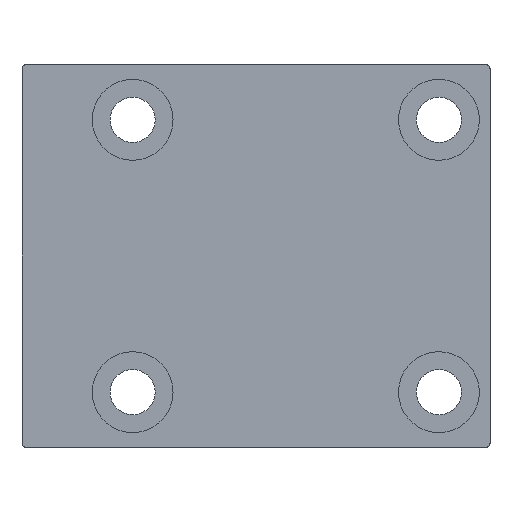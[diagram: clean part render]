
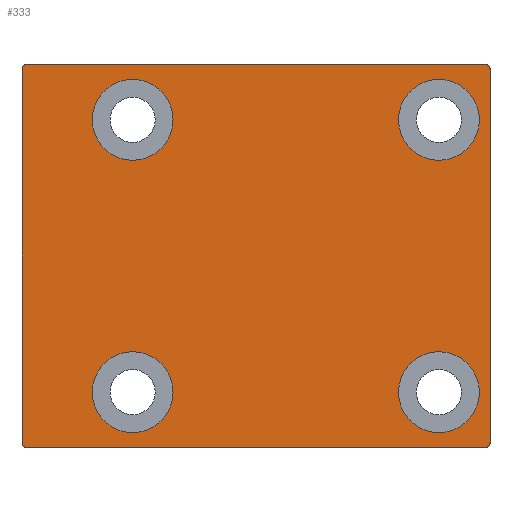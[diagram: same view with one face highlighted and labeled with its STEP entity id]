
A CAD part, front view. The second image highlights one B-rep face of the part: STEP entity #333.
In plain terms, the highlighted planar face has unit normal (0, -1, 0).
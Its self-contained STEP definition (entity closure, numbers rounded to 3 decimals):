
#214=CARTESIAN_POINT('',(0.5,-13.0,0.));
#215=DIRECTION('',(0.0,1.0,0.0));
#216=DIRECTION('',(0.0,0.0,1.0));
#217=AXIS2_PLACEMENT_3D('',#214,#215,#216);
#218=PLANE('',#217);
#219=CARTESIAN_POINT('',(28.,-13.0,-22.));
#220=VERTEX_POINT('',#219);
#221=CARTESIAN_POINT('',(27.5,-13.0,-22.5));
#222=VERTEX_POINT('',#221);
#223=CARTESIAN_POINT('',(27.5,-13.0,-22.));
#224=DIRECTION('',(0.0,1.0,0.0));
#225=DIRECTION('',(1.0,0.0,0.0));
#226=AXIS2_PLACEMENT_3D('',#223,#224,#225);
#227=CIRCLE('',#226,0.5);
#228=EDGE_CURVE('',#220,#222,#227,.T.);
#229=ORIENTED_EDGE('',*,*,#228,.F.);
#230=CARTESIAN_POINT('',(28.,-13.0,22.));
#231=VERTEX_POINT('',#230);
#232=CARTESIAN_POINT('',(28.,-13.0,22.));
#233=DIRECTION('',(0.0,0.0,-1.0));
#234=VECTOR('',#233,44.);
#235=LINE('',#232,#234);
#236=EDGE_CURVE('',#231,#220,#235,.T.);
#237=ORIENTED_EDGE('',*,*,#236,.F.);
#238=CARTESIAN_POINT('',(27.5,-13.0,22.5));
#239=VERTEX_POINT('',#238);
#240=CARTESIAN_POINT('',(27.5,-13.0,22.));
#241=DIRECTION('',(0.0,1.0,0.0));
#242=DIRECTION('',(0.0,0.0,1.0));
#243=AXIS2_PLACEMENT_3D('',#240,#241,#242);
#244=CIRCLE('',#243,0.5);
#245=EDGE_CURVE('',#239,#231,#244,.T.);
#246=ORIENTED_EDGE('',*,*,#245,.F.);
#247=CARTESIAN_POINT('',(-26.5,-13.0,22.5));
#248=VERTEX_POINT('',#247);
#249=CARTESIAN_POINT('',(-26.5,-13.0,22.5));
#250=DIRECTION('',(1.0,0.0,0.0));
#251=VECTOR('',#250,54.0);
#252=LINE('',#249,#251);
#253=EDGE_CURVE('',#248,#239,#252,.T.);
#254=ORIENTED_EDGE('',*,*,#253,.F.);
#255=CARTESIAN_POINT('',(-27.0,-13.0,22.));
#256=VERTEX_POINT('',#255);
#257=CARTESIAN_POINT('',(-26.5,-13.0,22.));
#258=DIRECTION('',(0.0,1.0,0.0));
#259=DIRECTION('',(-1.0,0.0,0.0));
#260=AXIS2_PLACEMENT_3D('',#257,#258,#259);
#261=CIRCLE('',#260,0.5);
#262=EDGE_CURVE('',#256,#248,#261,.T.);
#263=ORIENTED_EDGE('',*,*,#262,.F.);
#264=CARTESIAN_POINT('',(-27.0,-13.0,-22.));
#265=VERTEX_POINT('',#264);
#266=CARTESIAN_POINT('',(-27.0,-13.0,-22.));
#267=DIRECTION('',(0.0,0.0,1.0));
#268=VECTOR('',#267,44.);
#269=LINE('',#266,#268);
#270=EDGE_CURVE('',#265,#256,#269,.T.);
#271=ORIENTED_EDGE('',*,*,#270,.F.);
#272=CARTESIAN_POINT('',(-26.5,-13.0,-22.5));
#273=VERTEX_POINT('',#272);
#274=CARTESIAN_POINT('',(-26.5,-13.0,-22.));
#275=DIRECTION('',(0.0,1.0,0.0));
#276=DIRECTION('',(0.0,0.0,-1.0));
#277=AXIS2_PLACEMENT_3D('',#274,#275,#276);
#278=CIRCLE('',#277,0.5);
#279=EDGE_CURVE('',#273,#265,#278,.T.);
#280=ORIENTED_EDGE('',*,*,#279,.F.);
#281=CARTESIAN_POINT('',(27.5,-13.0,-22.5));
#282=DIRECTION('',(-1.0,0.0,0.0));
#283=VECTOR('',#282,54.0);
#284=LINE('',#281,#283);
#285=EDGE_CURVE('',#222,#273,#284,.T.);
#286=ORIENTED_EDGE('',*,*,#285,.F.);
#287=EDGE_LOOP('',(#229,#237,#246,#254,#263,#271,#280,#286));
#288=FACE_OUTER_BOUND('',#287,.T.);
#289=CARTESIAN_POINT('',(-9.25,-13.0,-16.));
#290=VERTEX_POINT('',#289);
#291=CARTESIAN_POINT('',(-14.,-13.0,-16.));
#292=DIRECTION('',(0.0,1.0,0.0));
#293=DIRECTION('',(-1.0,0.0,0.0));
#294=AXIS2_PLACEMENT_3D('',#291,#292,#293);
#295=CIRCLE('',#294,4.75);
#296=EDGE_CURVE('',#290,#290,#295,.T.);
#297=ORIENTED_EDGE('',*,*,#296,.T.);
#298=EDGE_LOOP('',(#297));
#299=FACE_BOUND('',#298,.T.);
#300=CARTESIAN_POINT('',(26.75,-13.0,-16.));
#301=VERTEX_POINT('',#300);
#302=CARTESIAN_POINT('',(22.0,-13.0,-16.));
#303=DIRECTION('',(0.0,1.0,0.0));
#304=DIRECTION('',(-1.0,0.0,0.0));
#305=AXIS2_PLACEMENT_3D('',#302,#303,#304);
#306=CIRCLE('',#305,4.75);
#307=EDGE_CURVE('',#301,#301,#306,.T.);
#308=ORIENTED_EDGE('',*,*,#307,.T.);
#309=EDGE_LOOP('',(#308));
#310=FACE_BOUND('',#309,.T.);
#311=CARTESIAN_POINT('',(26.75,-13.0,16.));
#312=VERTEX_POINT('',#311);
#313=CARTESIAN_POINT('',(22.0,-13.0,16.));
#314=DIRECTION('',(0.0,1.0,0.0));
#315=DIRECTION('',(-1.0,0.0,0.0));
#316=AXIS2_PLACEMENT_3D('',#313,#314,#315);
#317=CIRCLE('',#316,4.75);
#318=EDGE_CURVE('',#312,#312,#317,.T.);
#319=ORIENTED_EDGE('',*,*,#318,.T.);
#320=EDGE_LOOP('',(#319));
#321=FACE_BOUND('',#320,.T.);
#322=CARTESIAN_POINT('',(-9.25,-13.0,16.));
#323=VERTEX_POINT('',#322);
#324=CARTESIAN_POINT('',(-14.,-13.0,16.));
#325=DIRECTION('',(0.0,1.0,0.0));
#326=DIRECTION('',(-1.0,0.0,0.0));
#327=AXIS2_PLACEMENT_3D('',#324,#325,#326);
#328=CIRCLE('',#327,4.75);
#329=EDGE_CURVE('',#323,#323,#328,.T.);
#330=ORIENTED_EDGE('',*,*,#329,.T.);
#331=EDGE_LOOP('',(#330));
#332=FACE_BOUND('',#331,.T.);
#333=ADVANCED_FACE('',(#288,#299,#310,#321,#332),#218,.F.);
